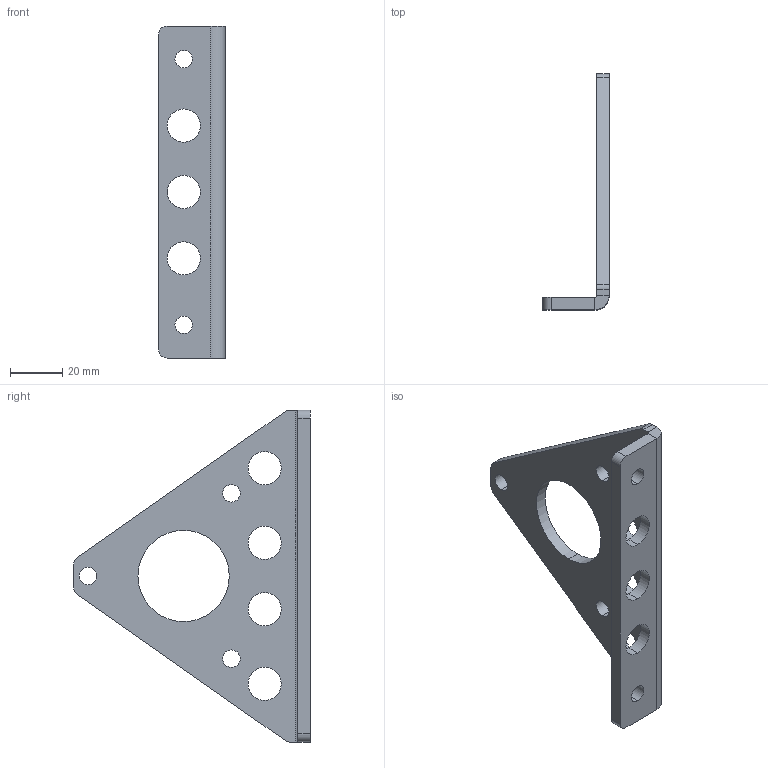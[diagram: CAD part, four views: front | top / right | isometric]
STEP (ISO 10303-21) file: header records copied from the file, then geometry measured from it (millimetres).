
FILE_DESCRIPTION (( 'STEP AP214' ), '1' );
FILE_NAME ('am-0291 GEM Bracket.STEP', '2014-08-20T20:54:10', ( '' ), ( '' ), 'SwSTEP 2.0', 'SolidWorks 2014', '' );
FILE_SCHEMA (( 'AUTOMOTIVE_DESIGN' ));
Length unit declared in the file: inch
Products named in the file (1): am-0291 GEM Bracket
Bounding box: 25.4 x 90.47 x 127 mm (x, y, z)
Volume: 34365.6 mm3; surface area: 18679.3 mm2
Topology: 1 solids, 1 shells, 48 faces, 130 edges, 84 vertices
Faces by surface type: cylinder 34, plane 14
Entity records: 1708 total; most frequent: DIRECTION 296, CARTESIAN_POINT 263, ORIENTED_EDGE 260, EDGE_CURVE 130, AXIS2_PLACEMENT_3D 117, VERTEX_POINT 84, EDGE_LOOP 74, CIRCLE 68
